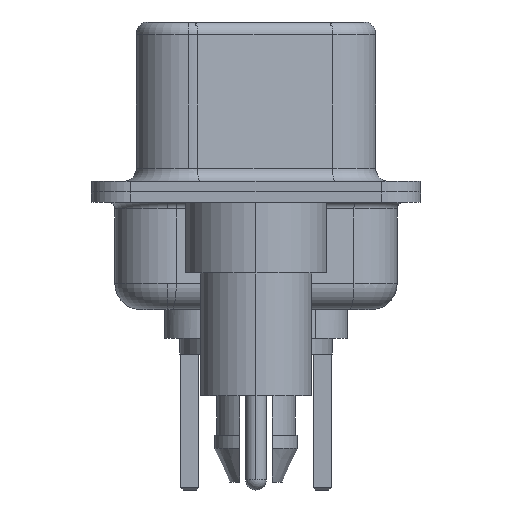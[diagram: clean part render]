
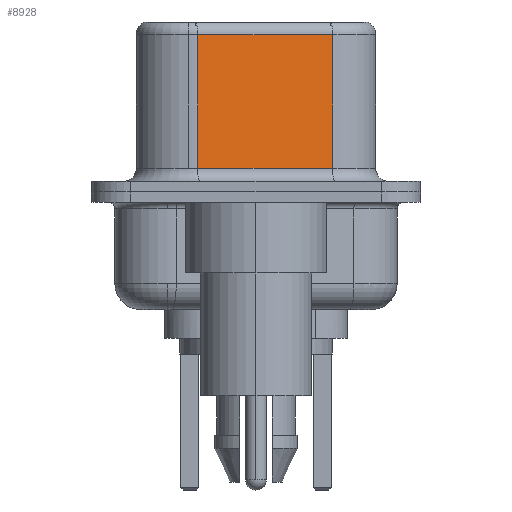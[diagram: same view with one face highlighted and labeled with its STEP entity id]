
A CAD part, left-side view. The second image highlights one B-rep face of the part: STEP entity #8928.
In plain terms, the highlighted planar face has unit normal (-0.985, -0.174, 0).
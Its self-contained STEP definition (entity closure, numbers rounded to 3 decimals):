
#198 = CARTESIAN_POINT ( 'NONE',  ( 3.67, 2.233, 6.02 ) ) ;
#992 = EDGE_CURVE ( 'NONE', #19253, #16854, #9642, .T. ) ;
#1725 = VECTOR ( 'NONE', #2918, 1000. ) ;
#2180 = LINE ( 'NONE', #7868, #15652 ) ;
#2918 = DIRECTION ( 'NONE',  ( -0.174, 0.985, 0. ) ) ;
#2986 = EDGE_LOOP ( 'NONE', ( #12483, #14935, #17716, #15178 ) ) ;
#4057 = AXIS2_PLACEMENT_3D ( 'NONE', #14731, #16340, #7261 ) ;
#4251 = DIRECTION ( 'NONE',  ( 0.174, -0.985, 0. ) ) ;
#4374 = CARTESIAN_POINT ( 'NONE',  ( 4.58, -2.927, 0.9 ) ) ;
#4689 = CARTESIAN_POINT ( 'NONE',  ( 4.58, -2.927, 6.52 ) ) ;
#4800 = DIRECTION ( 'NONE',  ( 0., 0., -1. ) ) ;
#5055 = EDGE_CURVE ( 'NONE', #11845, #7867, #2180, .T. ) ;
#6191 = EDGE_CURVE ( 'NONE', #7867, #16854, #13328, .T. ) ;
#6375 = DIRECTION ( 'NONE',  ( 0., 0., -1. ) ) ;
#6490 = CARTESIAN_POINT ( 'NONE',  ( 4.58, -2.927, 0.9 ) ) ;
#6973 = VECTOR ( 'NONE', #4251, 1000. ) ;
#7261 = DIRECTION ( 'NONE',  ( -0.174, 0.985, 0. ) ) ;
#7342 = FACE_OUTER_BOUND ( 'NONE', #2986, .T. ) ;
#7707 = EDGE_CURVE ( 'NONE', #19253, #11845, #16861, .T. ) ;
#7867 = VERTEX_POINT ( 'NONE', #11558 ) ;
#7868 = CARTESIAN_POINT ( 'NONE',  ( 3.67, 2.233, 6.52 ) ) ;
#8689 = VECTOR ( 'NONE', #6375, 1000. ) ;
#8928 = ADVANCED_FACE ( 'NONE', ( #7342 ), #17634, .F. ) ;
#9642 = LINE ( 'NONE', #4689, #8689 ) ;
#11558 = CARTESIAN_POINT ( 'NONE',  ( 3.67, 2.233, 0.9 ) ) ;
#11845 = VERTEX_POINT ( 'NONE', #198 ) ;
#12483 = ORIENTED_EDGE ( 'NONE', *, *, #992, .F. ) ;
#13328 = LINE ( 'NONE', #4374, #6973 ) ;
#14731 = CARTESIAN_POINT ( 'NONE',  ( 4.58, -2.927, 6.52 ) ) ;
#14935 = ORIENTED_EDGE ( 'NONE', *, *, #7707, .T. ) ;
#15178 = ORIENTED_EDGE ( 'NONE', *, *, #6191, .T. ) ;
#15652 = VECTOR ( 'NONE', #4800, 1000. ) ;
#16340 = DIRECTION ( 'NONE',  ( 0.985, 0.174, 0. ) ) ;
#16743 = CARTESIAN_POINT ( 'NONE',  ( 4.58, -2.927, 6.02 ) ) ;
#16854 = VERTEX_POINT ( 'NONE', #6490 ) ;
#16861 = LINE ( 'NONE', #16743, #1725 ) ;
#17634 = PLANE ( 'NONE',  #4057 ) ;
#17716 = ORIENTED_EDGE ( 'NONE', *, *, #5055, .T. ) ;
#19253 = VERTEX_POINT ( 'NONE', #19420 ) ;
#19420 = CARTESIAN_POINT ( 'NONE',  ( 4.58, -2.927, 6.02 ) ) ;
